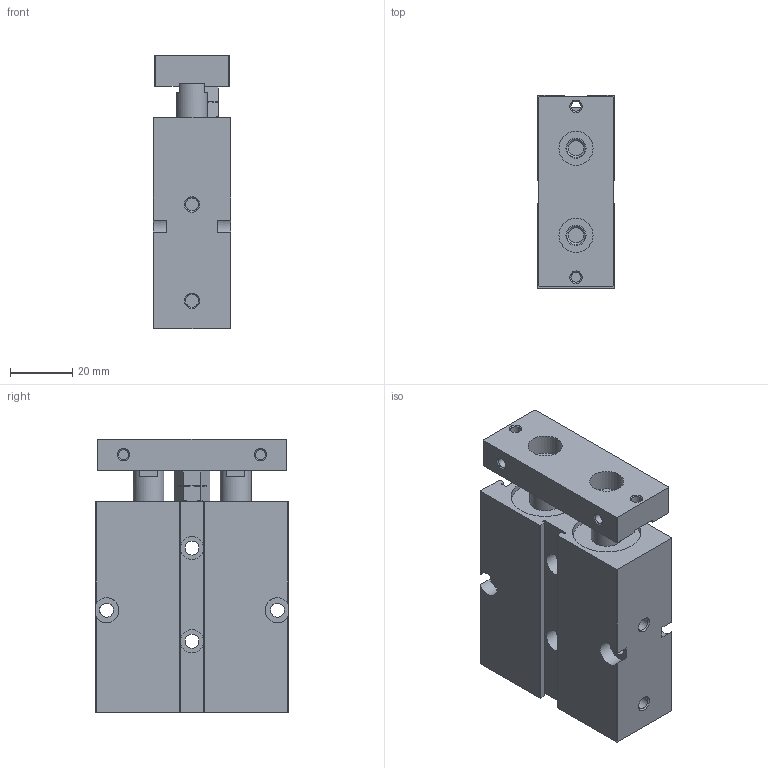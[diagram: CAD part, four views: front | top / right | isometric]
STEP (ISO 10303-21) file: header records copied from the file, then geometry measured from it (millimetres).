
FILE_DESCRIPTION( ( 'STEP AP203' ), '1' );
FILE_NAME( 'EN20X10-S()(0).stp', '2021-10-12T02:25:23', ( 'License CC BY-ND 4.0' ), ( 'CADENAS' ), ' ', 'PARTsolutions', ' ' );
FILE_SCHEMA( ( 'CONFIG_CONTROL_DESIGN' ) );
Length unit declared in the file: millimetre
Products named in the file (3): EN20X10-S()(0); _EN20X10()(body); _EN20X10(rod)
Assembly tree (2 placements, depth 2):
  EN20X10-S()(0)
    _EN20X10()(body)
    _EN20X10(rod)
Bounding box: 25 x 62 x 88 mm (x, y, z)
Volume: 110841 mm3; surface area: 36839.9 mm2
Topology: 2 solids, 2 shells, 214 faces, 517 edges, 332 vertices
Faces by surface type: plane 118, cylinder 68, cone 28
Full cylindrical faces by diameter (mm): 3.242 x6, 4.134 x2, 4.5 x4, 4.917 x2, 6.5 x2, 7.5 x4, 10 x4, 11 x2, 16 x2, 20 x2, 22 x4
Entity records: 6126 total; most frequent: CARTESIAN_POINT 1181, DIRECTION 1024, ORIENTED_EDGE 920, EDGE_CURVE 460, AXIS2_PLACEMENT_3D 395, VERTEX_POINT 320, EDGE_LOOP 298, FACE_OUTER_BOUND 248
